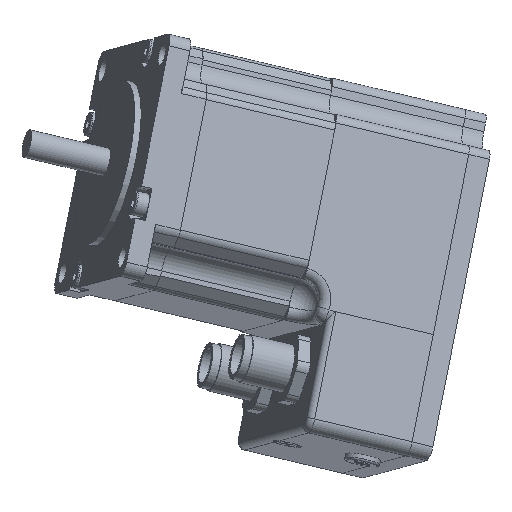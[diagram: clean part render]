
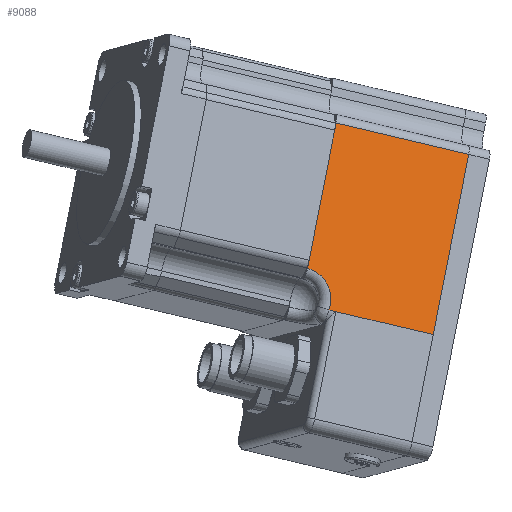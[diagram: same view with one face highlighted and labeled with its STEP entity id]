
A CAD part, left-side view. The second image highlights one B-rep face of the part: STEP entity #9088.
In plain terms, the highlighted planar face has unit normal (-0.955, -0.286, 0.078).
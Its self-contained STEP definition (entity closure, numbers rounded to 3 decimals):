
#4851=CARTESIAN_POINT('',(-77.28,110.381,-152.72));
#4852=VERTEX_POINT('',#4851);
#4911=CARTESIAN_POINT('',(-77.968,115.225,-143.32));
#4912=VERTEX_POINT('',#4911);
#4928=CARTESIAN_POINT('',(-78.91,116.548,-150.044));
#4929=DIRECTION('',(0.955,0.286,-0.078));
#4930=DIRECTION('',(0.136,-0.191,0.972));
#4931=AXIS2_PLACEMENT_3D('',#4928,#4929,#4930);
#4932=CIRCLE('',#4931,6.917);
#4933=EDGE_CURVE('',#4912,#4852,#4932,.T.);
#5180=CARTESIAN_POINT('',(-76.836,108.796,-153.094));
#5181=VERTEX_POINT('',#5180);
#5195=CARTESIAN_POINT('',(-77.28,110.381,-152.72));
#5196=DIRECTION('',(0.263,-0.939,-0.222));
#5197=VECTOR('',#5196,1.688);
#5198=LINE('',#5195,#5197);
#5199=EDGE_CURVE('',#4852,#5181,#5198,.T.);
#9014=CARTESIAN_POINT('',(-64.927,78.698,-117.478));
#9015=VERTEX_POINT('',#9014);
#9024=CARTESIAN_POINT('',(-73.351,108.743,-110.385));
#9025=VERTEX_POINT('',#9024);
#9033=CARTESIAN_POINT('',(-73.351,108.743,-110.385));
#9034=DIRECTION('',(0.263,-0.939,-0.222));
#9035=VECTOR('',#9034,32.);
#9036=LINE('',#9033,#9035);
#9037=EDGE_CURVE('',#9025,#9015,#9036,.T.);
#9042=CARTESIAN_POINT('',(-79.482,117.351,-154.126));
#9043=DIRECTION('',(0.955,0.286,-0.078));
#9044=DIRECTION('',(0.263,-0.939,-0.222));
#9045=AXIS2_PLACEMENT_3D('',#9042,#9043,#9044);
#9046=PLANE('',#9045);
#9047=CARTESIAN_POINT('',(-77.71,114.862,-141.479));
#9048=VERTEX_POINT('',#9047);
#9049=CARTESIAN_POINT('',(-77.968,115.225,-143.32));
#9050=DIRECTION('',(0.136,-0.191,0.972));
#9051=VECTOR('',#9050,1.894);
#9052=LINE('',#9049,#9051);
#9053=EDGE_CURVE('',#4912,#9048,#9052,.T.);
#9054=ORIENTED_EDGE('',*,*,#9053,.F.);
#9055=ORIENTED_EDGE('',*,*,#4933,.T.);
#9056=ORIENTED_EDGE('',*,*,#5199,.T.);
#9057=CARTESIAN_POINT('',(-70.649,86.732,-158.303));
#9058=VERTEX_POINT('',#9057);
#9059=CARTESIAN_POINT('',(-76.836,108.796,-153.094));
#9060=DIRECTION('',(0.263,-0.939,-0.222));
#9061=VECTOR('',#9060,23.5);
#9062=LINE('',#9059,#9061);
#9063=EDGE_CURVE('',#5181,#9058,#9062,.T.);
#9064=ORIENTED_EDGE('',*,*,#9063,.T.);
#9065=CARTESIAN_POINT('',(-70.649,86.732,-158.303));
#9066=DIRECTION('',(0.136,-0.191,0.972));
#9067=VECTOR('',#9066,42.0);
#9068=LINE('',#9065,#9067);
#9069=EDGE_CURVE('',#9058,#9015,#9068,.T.);
#9070=ORIENTED_EDGE('',*,*,#9069,.T.);
#9071=ORIENTED_EDGE('',*,*,#9037,.F.);
#9072=CARTESIAN_POINT('',(-73.571,109.052,-111.95));
#9073=VERTEX_POINT('',#9072);
#9074=CARTESIAN_POINT('',(-73.571,109.052,-111.95));
#9075=DIRECTION('',(0.136,-0.191,0.972));
#9076=VECTOR('',#9075,1.611);
#9077=LINE('',#9074,#9076);
#9078=EDGE_CURVE('',#9073,#9025,#9077,.T.);
#9079=ORIENTED_EDGE('',*,*,#9078,.F.);
#9080=CARTESIAN_POINT('',(-77.71,114.862,-141.479));
#9081=DIRECTION('',(0.136,-0.191,0.972));
#9082=VECTOR('',#9081,30.378);
#9083=LINE('',#9080,#9082);
#9084=EDGE_CURVE('',#9048,#9073,#9083,.T.);
#9085=ORIENTED_EDGE('',*,*,#9084,.F.);
#9086=EDGE_LOOP('',(#9054,#9055,#9056,#9064,#9070,#9071,#9079,#9085));
#9087=FACE_OUTER_BOUND('',#9086,.T.);
#9088=ADVANCED_FACE('',(#9087),#9046,.F.);
